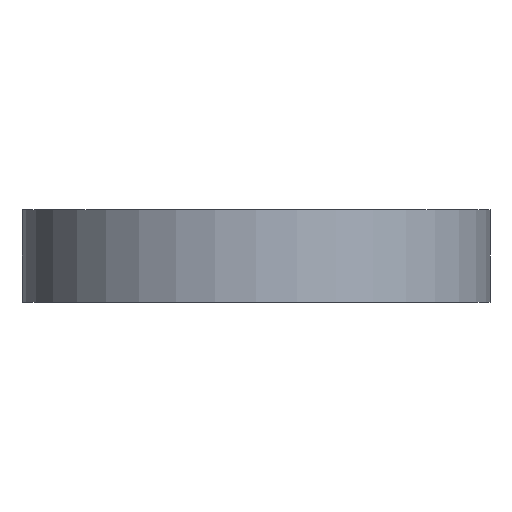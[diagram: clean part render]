
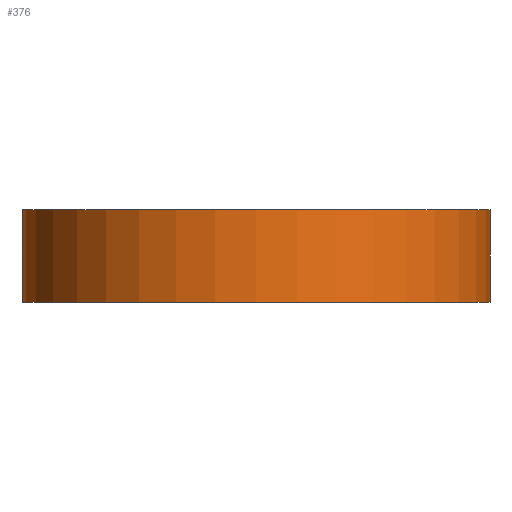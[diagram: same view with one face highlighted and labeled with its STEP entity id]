
A CAD part, left-side view. The second image highlights one B-rep face of the part: STEP entity #376.
In plain terms, the highlighted cylindrical face has radius 30.5 mm (diameter 61 mm), a full revolution.
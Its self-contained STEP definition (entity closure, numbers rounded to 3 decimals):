
#52=CYLINDRICAL_SURFACE('',#433,30.5);
#71=FACE_OUTER_BOUND('',#104,.T.);
#104=EDGE_LOOP('',(#321,#322,#323,#324));
#135=LINE('',#645,#152);
#152=VECTOR('',#534,30.5);
#176=CIRCLE('',#434,30.5);
#177=CIRCLE('',#435,30.5);
#206=VERTEX_POINT('',#642);
#207=VERTEX_POINT('',#644);
#247=EDGE_CURVE('',#206,#206,#176,.T.);
#248=EDGE_CURVE('',#206,#207,#135,.T.);
#249=EDGE_CURVE('',#207,#207,#177,.T.);
#321=ORIENTED_EDGE('',*,*,#247,.F.);
#322=ORIENTED_EDGE('',*,*,#248,.T.);
#323=ORIENTED_EDGE('',*,*,#249,.T.);
#324=ORIENTED_EDGE('',*,*,#248,.F.);
#376=ADVANCED_FACE('',(#71),#52,.T.);
#433=AXIS2_PLACEMENT_3D('',#641,#530,#531);
#434=AXIS2_PLACEMENT_3D('',#643,#532,#533);
#435=AXIS2_PLACEMENT_3D('',#646,#535,#536);
#530=DIRECTION('center_axis',(0.,0.,1.));
#531=DIRECTION('ref_axis',(1.,0.,0.));
#532=DIRECTION('center_axis',(0.,0.,1.));
#533=DIRECTION('ref_axis',(1.,0.,0.));
#534=DIRECTION('',(0.,0.,-1.));
#535=DIRECTION('center_axis',(0.,0.,1.));
#536=DIRECTION('ref_axis',(1.,0.,0.));
#641=CARTESIAN_POINT('Origin',(-63.645,-0.235,0.));
#642=CARTESIAN_POINT('',(-94.145,-0.235,12.));
#643=CARTESIAN_POINT('Origin',(-63.645,-0.235,12.));
#644=CARTESIAN_POINT('',(-94.145,-0.235,0.));
#645=CARTESIAN_POINT('',(-94.145,-0.235,0.));
#646=CARTESIAN_POINT('Origin',(-63.645,-0.235,0.));
